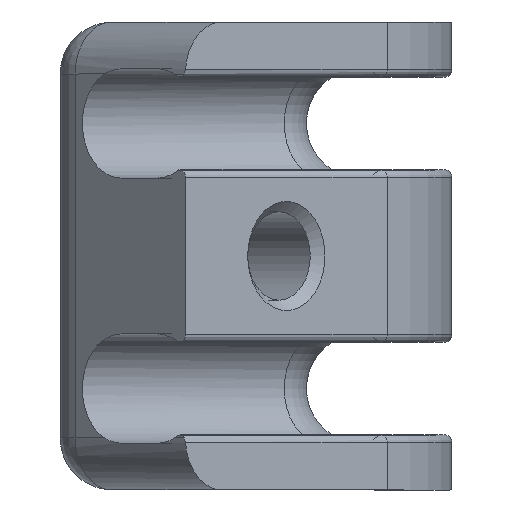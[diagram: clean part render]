
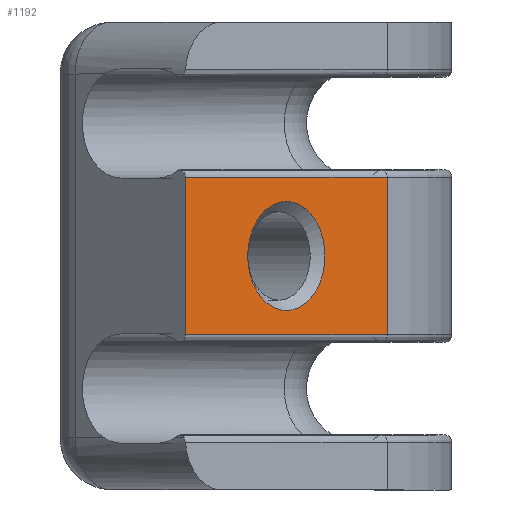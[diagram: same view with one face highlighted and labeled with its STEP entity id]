
A CAD part, left-side view. The second image highlights one B-rep face of the part: STEP entity #1192.
In plain terms, the highlighted planar face has unit normal (-0.707, -0.707, 0).
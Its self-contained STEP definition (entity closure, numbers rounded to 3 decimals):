
#78=FACE_BOUND('',#205,.T.);
#127=FACE_OUTER_BOUND('',#204,.T.);
#204=EDGE_LOOP('',(#1019,#1020,#1021,#1022));
#205=EDGE_LOOP('',(#1023));
#303=CIRCLE('',#1349,2.1);
#357=LINE('',#1988,#440);
#386=LINE('',#2118,#469);
#387=LINE('',#2120,#470);
#388=LINE('',#2121,#471);
#440=VECTOR('',#1556,10.);
#469=VECTOR('',#1701,10.);
#470=VECTOR('',#1702,10.);
#471=VECTOR('',#1703,10.);
#550=VERTEX_POINT('',#1985);
#551=VERTEX_POINT('',#1987);
#583=VERTEX_POINT('',#2111);
#584=VERTEX_POINT('',#2117);
#585=VERTEX_POINT('',#2119);
#676=EDGE_CURVE('',#550,#551,#357,.T.);
#736=EDGE_CURVE('',#583,#583,#303,.T.);
#738=EDGE_CURVE('',#550,#584,#386,.T.);
#739=EDGE_CURVE('',#585,#584,#387,.T.);
#740=EDGE_CURVE('',#551,#585,#388,.T.);
#1019=ORIENTED_EDGE('',*,*,#676,.F.);
#1020=ORIENTED_EDGE('',*,*,#738,.T.);
#1021=ORIENTED_EDGE('',*,*,#739,.F.);
#1022=ORIENTED_EDGE('',*,*,#740,.F.);
#1023=ORIENTED_EDGE('',*,*,#736,.F.);
#1137=PLANE('',#1351);
#1192=ADVANCED_FACE('',(#127,#78),#1137,.T.);
#1349=AXIS2_PLACEMENT_3D('',#2113,#1694,#1695);
#1351=AXIS2_PLACEMENT_3D('',#2116,#1699,#1700);
#1556=DIRECTION('',(0.,0.,1.));
#1694=DIRECTION('center_axis',(-0.707,-0.707,0.));
#1695=DIRECTION('ref_axis',(-0.707,0.707,0.));
#1699=DIRECTION('center_axis',(-0.707,-0.707,0.));
#1700=DIRECTION('ref_axis',(0.,0.,
-1.));
#1701=DIRECTION('',(0.707,-0.707,0.));
#1702=DIRECTION('',(0.,0.,-1.));
#1703=DIRECTION('',(0.707,-0.707,0.));
#1985=CARTESIAN_POINT('',(-166.747,15.253,-3.022));
#1987=CARTESIAN_POINT('',(-166.747,15.253,3.022));
#1988=CARTESIAN_POINT('',(-166.747,15.253,-9.));
#2111=CARTESIAN_POINT('',(-161.379,9.885,0.));
#2113=CARTESIAN_POINT('Origin',(-162.864,11.37,0.));
#2116=CARTESIAN_POINT('Origin',(-166.747,15.253,3.022));
#2117=CARTESIAN_POINT('',(-158.984,7.49,-3.022));
#2118=CARTESIAN_POINT('',(-166.747,15.253,-3.022));
#2119=CARTESIAN_POINT('',(-158.984,7.49,3.022));
#2120=CARTESIAN_POINT('',(-158.984,7.49,-9.));
#2121=CARTESIAN_POINT('',(-166.747,15.253,3.022));
